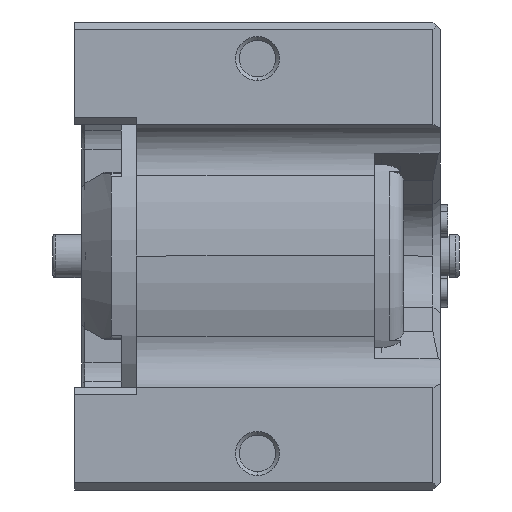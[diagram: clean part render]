
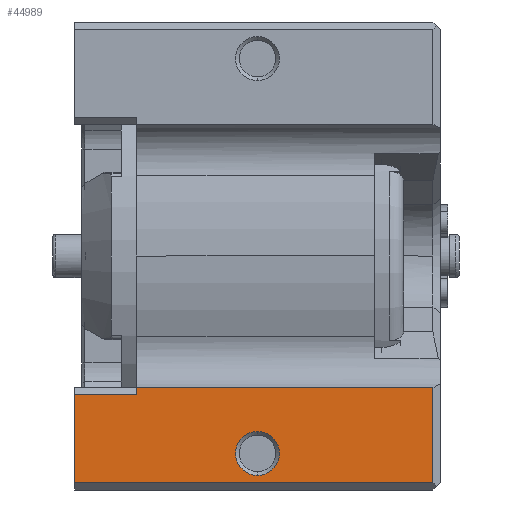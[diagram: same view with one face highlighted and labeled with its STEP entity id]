
A CAD part, left-side view. The second image highlights one B-rep face of the part: STEP entity #44989.
In plain terms, the highlighted planar face has unit normal (-1, 0, 0).
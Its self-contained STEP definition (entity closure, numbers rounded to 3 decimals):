
#44935=AXIS2_PLACEMENT_3D('Plane Axis2P3D',#44932,#44933,#44934) ;
#44957=AXIS2_PLACEMENT_3D('Circle Axis2P3D',#44955,#44956,$) ;
#44966=AXIS2_PLACEMENT_3D('Circle Axis2P3D',#44964,#44965,$) ;
#44973=AXIS2_PLACEMENT_3D('Circle Axis2P3D',#44971,#44972,$) ;
#44980=AXIS2_PLACEMENT_3D('Circle Axis2P3D',#44978,#44979,$) ;
#41129=CARTESIAN_POINT('Vertex',(-16.,12.,-15.5)) ;
#41132=CARTESIAN_POINT('Line Origine',(-16.,12.,-12.5)) ;
#41136=CARTESIAN_POINT('Vertex',(-16.,12.,-9.5)) ;
#41304=CARTESIAN_POINT('Vertex',(-16.,7.75,-9.5)) ;
#41307=CARTESIAN_POINT('Line Origine',(-16.,7.75,-9.25)) ;
#41311=CARTESIAN_POINT('Vertex',(-16.,7.75,-9.)) ;
#42928=CARTESIAN_POINT('Line Origine',(-16.,-46.019,-9.)) ;
#42932=CARTESIAN_POINT('Vertex',(-16.,-12.5,-9.)) ;
#44916=CARTESIAN_POINT('Vertex',(-16.,-12.5,-15.5)) ;
#44919=CARTESIAN_POINT('Line Origine',(-16.,-0.25,-15.5)) ;
#44932=CARTESIAN_POINT('Axis2P3D Location',(-16.,-13.,-16.)) ;
#44937=CARTESIAN_POINT('Line Origine',(-16.,-12.5,-12.25)) ;
#44942=CARTESIAN_POINT('Line Origine',(-16.,9.875,-9.5)) ;
#44955=CARTESIAN_POINT('Axis2P3D Location',(-16.,-0.5,-13.5)) ;
#44959=CARTESIAN_POINT('Vertex',(-16.,1.,-13.5)) ;
#44961=CARTESIAN_POINT('Vertex',(-16.,-0.5,-12.)) ;
#44964=CARTESIAN_POINT('Axis2P3D Location',(-16.,-0.5,-13.5)) ;
#44968=CARTESIAN_POINT('Vertex',(-16.,-2.,-13.5)) ;
#44971=CARTESIAN_POINT('Axis2P3D Location',(-16.,-0.5,-13.5)) ;
#44975=CARTESIAN_POINT('Vertex',(-16.,-0.5,-15.)) ;
#44978=CARTESIAN_POINT('Axis2P3D Location',(-16.,-0.5,-13.5)) ;
#41133=DIRECTION('Vector Direction',(0.,0.,1.)) ;
#41308=DIRECTION('Vector Direction',(0.,0.,1.)) ;
#42929=DIRECTION('Vector Direction',(0.,1.,0.)) ;
#44920=DIRECTION('Vector Direction',(0.,-1.,0.)) ;
#44933=DIRECTION('Axis2P3D Direction',(1.,0.,-0.)) ;
#44934=DIRECTION('Axis2P3D XDirection',(0.,0.,1.)) ;
#44938=DIRECTION('Vector Direction',(0.,0.,-1.)) ;
#44943=DIRECTION('Vector Direction',(0.,1.,0.)) ;
#44956=DIRECTION('Axis2P3D Direction',(1.,0.,-0.)) ;
#44965=DIRECTION('Axis2P3D Direction',(1.,0.,-0.)) ;
#44972=DIRECTION('Axis2P3D Direction',(1.,0.,-0.)) ;
#44979=DIRECTION('Axis2P3D Direction',(1.,0.,-0.)) ;
#41134=VECTOR('Line Direction',#41133,1.) ;
#41309=VECTOR('Line Direction',#41308,1.) ;
#42930=VECTOR('Line Direction',#42929,1.) ;
#44921=VECTOR('Line Direction',#44920,1.) ;
#44939=VECTOR('Line Direction',#44938,1.) ;
#44944=VECTOR('Line Direction',#44943,1.) ;
#44948=ORIENTED_EDGE('',*,*,#44923,.T.) ;
#44949=ORIENTED_EDGE('',*,*,#44941,.F.) ;
#44950=ORIENTED_EDGE('',*,*,#42934,.T.) ;
#44951=ORIENTED_EDGE('',*,*,#41313,.F.) ;
#44952=ORIENTED_EDGE('',*,*,#44946,.T.) ;
#44953=ORIENTED_EDGE('',*,*,#41138,.F.) ;
#44984=ORIENTED_EDGE('',*,*,#44963,.T.) ;
#44985=ORIENTED_EDGE('',*,*,#44970,.T.) ;
#44986=ORIENTED_EDGE('',*,*,#44977,.T.) ;
#44987=ORIENTED_EDGE('',*,*,#44982,.T.) ;
#44988=FACE_BOUND('',#44983,.T.) ;
#44989=ADVANCED_FACE('\X2\5B9E4F53\X0\5',(#44954,#44988),#44936,.F.) ;
#44958=CIRCLE('generated circle',#44957,1.5) ;
#44967=CIRCLE('generated circle',#44966,1.5) ;
#44974=CIRCLE('generated circle',#44973,1.5) ;
#44981=CIRCLE('generated circle',#44980,1.5) ;
#41138=EDGE_CURVE('',#41130,#41137,#41135,.T.) ;
#41313=EDGE_CURVE('',#41305,#41312,#41310,.T.) ;
#42934=EDGE_CURVE('',#42933,#41312,#42931,.T.) ;
#44923=EDGE_CURVE('',#41130,#44917,#44922,.T.) ;
#44941=EDGE_CURVE('',#42933,#44917,#44940,.T.) ;
#44946=EDGE_CURVE('',#41305,#41137,#44945,.T.) ;
#44963=EDGE_CURVE('',#44960,#44962,#44958,.T.) ;
#44970=EDGE_CURVE('',#44962,#44969,#44967,.T.) ;
#44977=EDGE_CURVE('',#44969,#44976,#44974,.T.) ;
#44982=EDGE_CURVE('',#44976,#44960,#44981,.T.) ;
#44947=EDGE_LOOP('',(#44948,#44949,#44950,#44951,#44952,#44953)) ;
#44983=EDGE_LOOP('',(#44984,#44985,#44986,#44987)) ;
#44954=FACE_OUTER_BOUND('',#44947,.T.) ;
#41135=LINE('Line',#41132,#41134) ;
#41310=LINE('Line',#41307,#41309) ;
#42931=LINE('Line',#42928,#42930) ;
#44922=LINE('Line',#44919,#44921) ;
#44940=LINE('Line',#44937,#44939) ;
#44945=LINE('Line',#44942,#44944) ;
#44936=PLANE('Plane',#44935) ;
#41130=VERTEX_POINT('',#41129) ;
#41137=VERTEX_POINT('',#41136) ;
#41305=VERTEX_POINT('',#41304) ;
#41312=VERTEX_POINT('',#41311) ;
#42933=VERTEX_POINT('',#42932) ;
#44917=VERTEX_POINT('',#44916) ;
#44960=VERTEX_POINT('',#44959) ;
#44962=VERTEX_POINT('',#44961) ;
#44969=VERTEX_POINT('',#44968) ;
#44976=VERTEX_POINT('',#44975) ;
